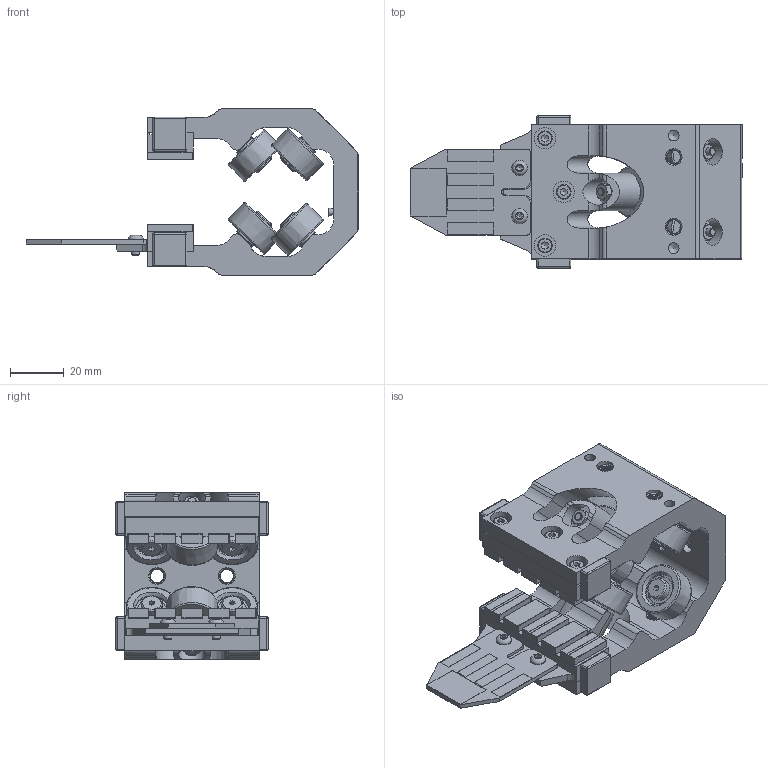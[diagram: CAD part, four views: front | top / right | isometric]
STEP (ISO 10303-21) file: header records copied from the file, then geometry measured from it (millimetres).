
FILE_DESCRIPTION(/* description */ (''),/* implementation_level */ '2;1');
FILE_NAME(/* name */ 'mover_ac_rot.stp',/* time_stamp */ '2016-03-29T17:09:00+02:00',/* author */ ('mtiwana'),/* organization */ ('FreeCAD'),/* preprocessor_version */ 'ST-DEVELOPER v16.1',/* originating_system */ 'AutoCAD Mechanical',/* authorisation */ 'Unknown');
FILE_SCHEMA (('AUTOMOTIVE_DESIGN { 1 0 10303 214 3 1 1 }'));
Length unit declared in the file: millimetre
Products named in the file (20): Open CASCADE STEP translator 6.8 1.8; Open CASCADE STEP translator 6.8 1.10; Open CASCADE STEP translator 6.8 1.13; Open CASCADE STEP translator 6.8 1.16; Open CASCADE STEP translator 6.8 1.17; Open CASCADE STEP translator 6.8 1.18; Open CASCADE STEP translator 6.8 1.19; Open CASCADE STEP translator 6.8 1.24; Open CASCADE STEP translator 6.8 1.31; Open CASCADE STEP translator 6.8 1.35; Open CASCADE STEP translator 6.8 1.41; Open CASCADE STEP translator 6.8 1.47; Open CASCADE STEP translator 6.8 1.53; Open CASCADE STEP translator 6.8 1.61; Open CASCADE STEP translator 6.8 1.62; Open CASCADE STEP translator 6.8 1.1; Open CASCADE STEP translator 6.8 1.2; Open CASCADE STEP translator 6.8 1; Product; Product1
Assembly tree (66 placements, depth 4):
  Product1
    Product
      Open CASCADE STEP translator 6.8 1
        Open CASCADE STEP translator 6.8 1.1
        Open CASCADE STEP translator 6.8 1.2  x6
        Open CASCADE STEP translator 6.8 1.8  x2
        Open CASCADE STEP translator 6.8 1.10  x4
        Open CASCADE STEP translator 6.8 1.13  x6
        Open CASCADE STEP translator 6.8 1.16
        Open CASCADE STEP translator 6.8 1.17
        Open CASCADE STEP translator 6.8 1.18
        Open CASCADE STEP translator 6.8 1.19  x10
        Open CASCADE STEP translator 6.8 1.24
        Open CASCADE STEP translator 6.8 1.31  x4
        Open CASCADE STEP translator 6.8 1.35  x6
        Open CASCADE STEP translator 6.8 1.41  x6
        Open CASCADE STEP translator 6.8 1.47  x6
        Open CASCADE STEP translator 6.8 1.53  x6
        Open CASCADE STEP translator 6.8 1.61
        Open CASCADE STEP translator 6.8 1.62  x2
Bounding box: 123.85 x 56.8 x 62 mm (x, y, z)
Volume: 103656.8 mm3; surface area: 58741.2 mm2
Topology: 64 solids, 64 shells, 1542 faces, 3539 edges, 2117 vertices
Faces by surface type: plane 664, cylinder 405, cone 173, bspline 154, sphere 96, torus 50
Full cylindrical faces by diameter (mm): 2.459 x15, 2.6 x6, 2.8 x1, 3 x15, 3.2 x8, 3.3 x7, 4 x30, 5.5 x12, 5.7 x2, 6.3 x6, 6.9 x12, 8 x18, 10 x6, 10.5 x12, 11 x6, 12 x6
Entity records: 25563 total; most frequent: CARTESIAN_POINT 9713, DIRECTION 3125, ORIENTED_EDGE 3054, EDGE_CURVE 1527, AXIS2_PLACEMENT_3D 1098, VERTEX_POINT 1053, LINE 929, VECTOR 929
